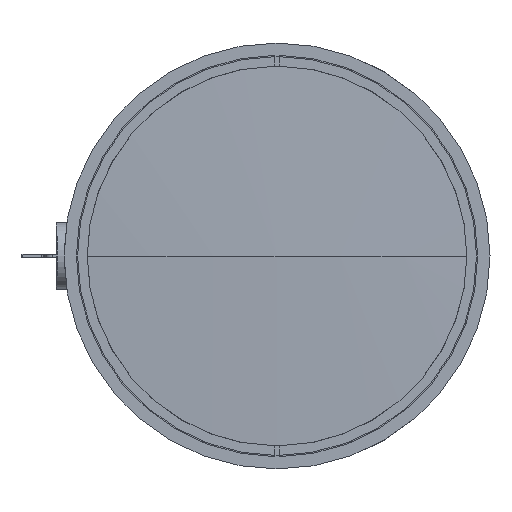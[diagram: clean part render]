
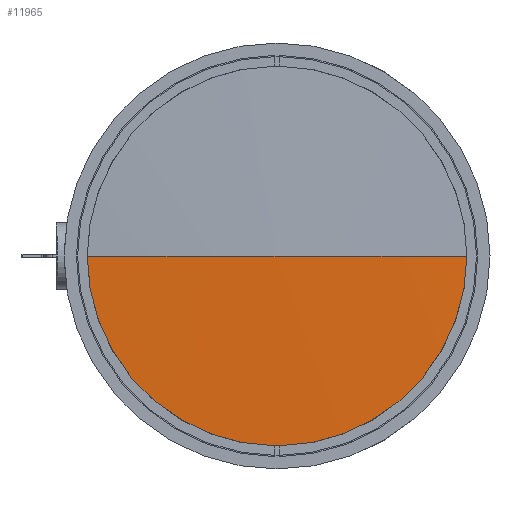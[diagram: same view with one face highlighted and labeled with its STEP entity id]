
A CAD part, left-side view. The second image highlights one B-rep face of the part: STEP entity #11965.
In plain terms, the highlighted spherical face has radius 1260.71 mm.
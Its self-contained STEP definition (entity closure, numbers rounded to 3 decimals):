
#148 = DIRECTION ( 'NONE',  ( -1., 0., 0. ) ) ;
#771 = EDGE_CURVE ( 'NONE', #14096, #25117, #5100, .T. ) ;
#1113 = AXIS2_PLACEMENT_3D ( 'NONE', #13784, #24051, #26673 ) ;
#1150 = CIRCLE ( 'NONE', #22377, 61.793 ) ;
#3773 = CIRCLE ( 'NONE', #10006, 61.793 ) ;
#4754 = CARTESIAN_POINT ( 'NONE',  ( 1.515, -61.793, 0. ) ) ;
#4972 = ORIENTED_EDGE ( 'NONE', *, *, #771, .T. ) ;
#5100 = CIRCLE ( 'NONE', #1113, 1260.71 ) ;
#6021 = EDGE_CURVE ( 'NONE', #20376, #25117, #13249, .T. ) ;
#7135 = FACE_OUTER_BOUND ( 'NONE', #20256, .T. ) ;
#7559 = EDGE_CURVE ( 'NONE', #18694, #14096, #3773, .T. ) ;
#7596 = ORIENTED_EDGE ( 'NONE', *, *, #6021, .F. ) ;
#8374 = AXIS2_PLACEMENT_3D ( 'NONE', #19440, #25706, #23896 ) ;
#9713 = ORIENTED_EDGE ( 'NONE', *, *, #7559, .T. ) ;
#10006 = AXIS2_PLACEMENT_3D ( 'NONE', #19281, #148, #10421 ) ;
#10421 = DIRECTION ( 'NONE',  ( 0., 0., 1. ) ) ;
#11237 = DIRECTION ( 'NONE',  ( 0., 0., 1. ) ) ;
#11722 = SPHERICAL_SURFACE ( 'NONE', #26656, 1260.71 ) ;
#11965 = ADVANCED_FACE ( 'NONE', ( #7135 ), #11722, .T. ) ;
#13249 = CIRCLE ( 'NONE', #8374, 1260.71 ) ;
#13542 = DIRECTION ( 'NONE',  ( 0., 1., 0. ) ) ;
#13784 = CARTESIAN_POINT ( 'NONE',  ( 1260.71, 0., 0. ) ) ;
#14096 = VERTEX_POINT ( 'NONE', #4754 ) ;
#14590 = CARTESIAN_POINT ( 'NONE',  ( 1.515, 61.793, 0. ) ) ;
#15423 = CARTESIAN_POINT ( 'NONE',  ( 1.515, 0., 0. ) ) ;
#18694 = VERTEX_POINT ( 'NONE', #23219 ) ;
#19281 = CARTESIAN_POINT ( 'NONE',  ( 1.515, 0., 0. ) ) ;
#19440 = CARTESIAN_POINT ( 'NONE',  ( 1260.71, 0., 0. ) ) ;
#19680 = DIRECTION ( 'NONE',  ( -1., 0., 0. ) ) ;
#20178 = DIRECTION ( 'NONE',  ( 0., 0., -1. ) ) ;
#20256 = EDGE_LOOP ( 'NONE', ( #24580, #9713, #4972, #7596 ) ) ;
#20376 = VERTEX_POINT ( 'NONE', #14590 ) ;
#22003 = EDGE_CURVE ( 'NONE', #20376, #18694, #1150, .T. ) ;
#22377 = AXIS2_PLACEMENT_3D ( 'NONE', #15423, #19680, #11237 ) ;
#23219 = CARTESIAN_POINT ( 'NONE',  ( 1.515, 0., -61.793 ) ) ;
#23896 = DIRECTION ( 'NONE',  ( 1., 0., 0. ) ) ;
#24051 = DIRECTION ( 'NONE',  ( 0., 0., -1. ) ) ;
#24499 = CARTESIAN_POINT ( 'NONE',  ( 1260.71, 0., 0. ) ) ;
#24580 = ORIENTED_EDGE ( 'NONE', *, *, #22003, .T. ) ;
#25117 = VERTEX_POINT ( 'NONE', #26243 ) ;
#25706 = DIRECTION ( 'NONE',  ( 0., 0., 1. ) ) ;
#26243 = CARTESIAN_POINT ( 'NONE',  ( 0., 0., 0. ) ) ;
#26656 = AXIS2_PLACEMENT_3D ( 'NONE', #24499, #20178, #13542 ) ;
#26673 = DIRECTION ( 'NONE',  ( 0., 1., 0. ) ) ;
